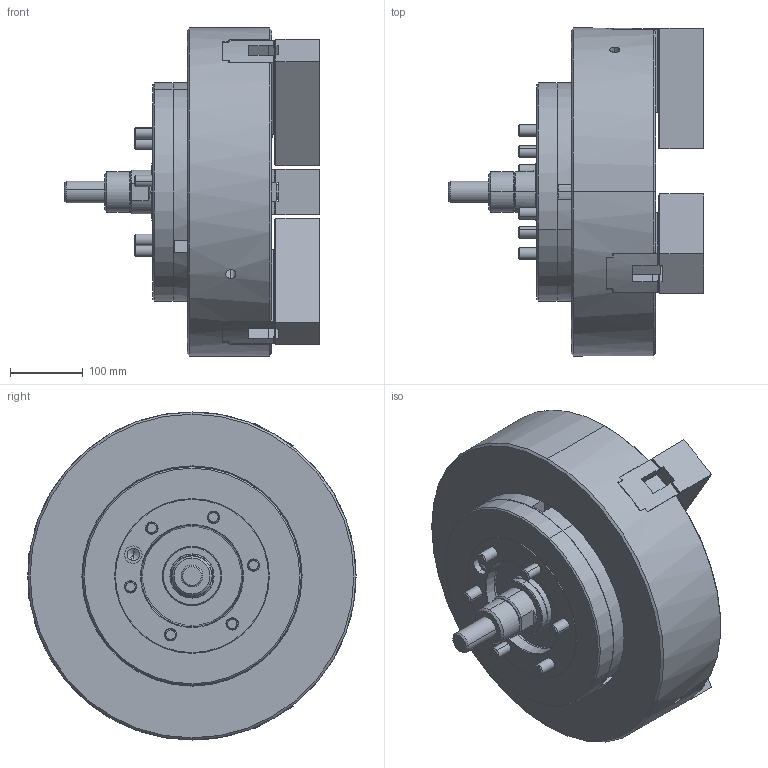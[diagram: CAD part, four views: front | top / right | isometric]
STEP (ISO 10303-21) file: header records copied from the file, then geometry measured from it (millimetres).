
FILE_DESCRIPTION (( 'STEP AP203' ), '1' );
FILE_NAME ('CF-3V-18A8.STEP', '2018-09-28T02:34:37', ( '' ), ( '' ), 'SwSTEP 2.0', 'SolidWorks 2016', '' );
FILE_SCHEMA (( 'CONFIG_CONTROL_DESIGN' ));
Length unit declared in the file: millimetre
Products named in the file (17): CF-3P-15-06000; CF-3V-18-01T10; CF-3P-15-05000; CF-3V-18A8; 圓頭內六角螺栓_M5x12; CF-3V-18-03010; 半圓頭六角孔螺栓_M6x10; CF-3H-215-04000; 圓頭內六角螺栓_M20x55; CF-3V-15-08030; CF-3V-15-03010; 圓頭內六角螺栓_M20x120; 圓頭內六角螺栓_M30x125(全牙); 圓頭內六角螺栓_M16x60; CF-3V-15-10010; CF-3V-18-02010; SJ-15P
Assembly tree (43 placements, depth 2):
  CF-3V-18A8
    CF-3V-18-01T10
    CF-3V-15-03010  x3
    CF-3V-18-02010
    圓頭內六角螺栓_M30x125(全牙)
    CF-3P-15-05000
    CF-3P-15-06000
    圓頭內六角螺栓_M20x120  x6
    CF-3H-215-04000  x3
    圓頭內六角螺栓_M20x55  x6
    SJ-15P  x3
    CF-3V-18-03010
    半圓頭六角孔螺栓_M6x10  x6
    CF-3V-15-08030
    圓頭內六角螺栓_M5x12  x2
    CF-3V-15-10010
    圓頭內六角螺栓_M16x60  x6
Bounding box: 349.95 x 450 x 450 mm (x, y, z)
Volume: 21703851.1 mm3; surface area: 1624136.5 mm2
Topology: 43 solids, 43 shells, 6267 faces, 17918 edges, 11780 vertices
Faces by surface type: plane 4012, cylinder 1913, cone 314, torus 28
Entity records: 77097 total; most frequent: CARTESIAN_POINT 15959, ORIENTED_EDGE 13036, DIRECTION 11428, EDGE_CURVE 6518, LINE 4594, VECTOR 4594, VERTEX_POINT 4292, AXIS2_PLACEMENT_3D 3417
